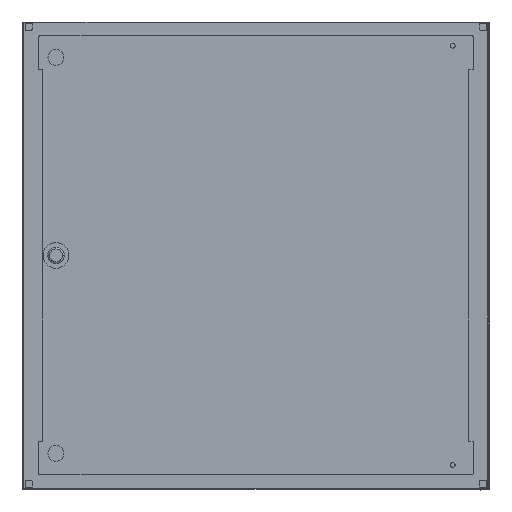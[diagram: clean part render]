
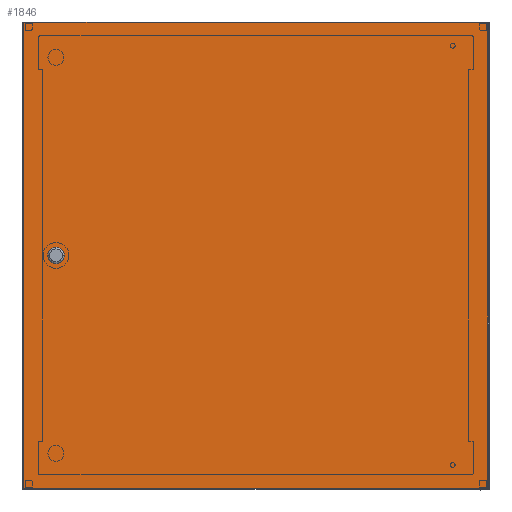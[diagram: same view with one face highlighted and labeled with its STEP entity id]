
A CAD part, top view. The second image highlights one B-rep face of the part: STEP entity #1846.
In plain terms, the highlighted face is planar.
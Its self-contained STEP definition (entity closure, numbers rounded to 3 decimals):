
#230 = VERTEX_POINT ( 'NONE', #9660 ) ;
#502 = VERTEX_POINT ( 'NONE', #8159 ) ;
#647 = CARTESIAN_POINT ( 'NONE',  ( -397.5, -399.25, 0. ) ) ;
#766 = FACE_OUTER_BOUND ( 'NONE', #3796, .T. ) ;
#1153 = EDGE_CURVE ( 'NONE', #230, #502, #13430, .T. ) ;
#1155 = LINE ( 'NONE', #9849, #1566 ) ;
#1566 = VECTOR ( 'NONE', #3191, 1000. ) ;
#1661 = VERTEX_POINT ( 'NONE', #10638 ) ;
#1683 = DIRECTION ( 'NONE',  ( -1., 0., 0. ) ) ;
#1846 = ADVANCED_FACE ( 'NONE', ( #5130, #766 ), #2805, .T. ) ;
#2140 = AXIS2_PLACEMENT_3D ( 'NONE', #10394, #5987, #1683 ) ;
#2202 = CARTESIAN_POINT ( 'NONE',  ( 397.5, 399.25, 0. ) ) ;
#2759 = ORIENTED_EDGE ( 'NONE', *, *, #5676, .F. ) ;
#2805 = PLANE ( 'NONE',  #2140 ) ;
#3085 = CARTESIAN_POINT ( 'NONE',  ( -397.5, 399.25, 0. ) ) ;
#3191 = DIRECTION ( 'NONE',  ( 0., 1., 0. ) ) ;
#3796 = EDGE_LOOP ( 'NONE', ( #11290, #2759, #10344, #13248 ) ) ;
#3806 = ORIENTED_EDGE ( 'NONE', *, *, #7242, .F. ) ;
#4074 = EDGE_CURVE ( 'NONE', #13645, #1661, #11267, .T. ) ;
#4129 = VECTOR ( 'NONE', #9718, 1000. ) ;
#4500 = CARTESIAN_POINT ( 'NONE',  ( -397.5, 399.25, 0. ) ) ;
#4515 = CARTESIAN_POINT ( 'NONE',  ( 397.5, 399.25, 0. ) ) ;
#4722 = EDGE_CURVE ( 'NONE', #4737, #13645, #12008, .T. ) ;
#4737 = VERTEX_POINT ( 'NONE', #3085 ) ;
#4815 = CARTESIAN_POINT ( 'NONE',  ( 342.5, 0., 0. ) ) ;
#4894 = CARTESIAN_POINT ( 'NONE',  ( 397.5, -399.25, 0. ) ) ;
#5130 = FACE_BOUND ( 'NONE', #7825, .T. ) ;
#5304 = VECTOR ( 'NONE', #9834, 1000. ) ;
#5676 = EDGE_CURVE ( 'NONE', #7902, #4737, #10770, .T. ) ;
#5967 = DIRECTION ( 'NONE',  ( 0., 0., -1. ) ) ;
#5987 = DIRECTION ( 'NONE',  ( 0., 0., -1. ) ) ;
#6429 = VECTOR ( 'NONE', #13389, 1000. ) ;
#7027 = AXIS2_PLACEMENT_3D ( 'NONE', #4815, #13251, #13458 ) ;
#7242 = EDGE_CURVE ( 'NONE', #502, #230, #10389, .T. ) ;
#7825 = EDGE_LOOP ( 'NONE', ( #3806, #9387 ) ) ;
#7902 = VERTEX_POINT ( 'NONE', #4515 ) ;
#8159 = CARTESIAN_POINT ( 'NONE',  ( 356.5, 0., 0. ) ) ;
#9122 = EDGE_CURVE ( 'NONE', #1661, #7902, #1155, .T. ) ;
#9253 = CARTESIAN_POINT ( 'NONE',  ( 342.5, 0., 0. ) ) ;
#9387 = ORIENTED_EDGE ( 'NONE', *, *, #1153, .F. ) ;
#9660 = CARTESIAN_POINT ( 'NONE',  ( 328.5, 0., 0. ) ) ;
#9718 = DIRECTION ( 'NONE',  ( -1., 0., 0. ) ) ;
#9834 = DIRECTION ( 'NONE',  ( 0., -1., 0. ) ) ;
#9849 = CARTESIAN_POINT ( 'NONE',  ( 397.5, 399.25, 0. ) ) ;
#10235 = DIRECTION ( 'NONE',  ( -1., 0., 0. ) ) ;
#10344 = ORIENTED_EDGE ( 'NONE', *, *, #9122, .F. ) ;
#10389 = CIRCLE ( 'NONE', #7027, 14. ) ;
#10394 = CARTESIAN_POINT ( 'NONE',  ( 0., 0., 0. ) ) ;
#10638 = CARTESIAN_POINT ( 'NONE',  ( 397.5, -399.25, 0. ) ) ;
#10770 = LINE ( 'NONE', #2202, #4129 ) ;
#11267 = LINE ( 'NONE', #4894, #6429 ) ;
#11290 = ORIENTED_EDGE ( 'NONE', *, *, #4722, .F. ) ;
#12008 = LINE ( 'NONE', #4500, #5304 ) ;
#13208 = AXIS2_PLACEMENT_3D ( 'NONE', #9253, #5967, #10235 ) ;
#13248 = ORIENTED_EDGE ( 'NONE', *, *, #4074, .F. ) ;
#13251 = DIRECTION ( 'NONE',  ( 0., 0., -1. ) ) ;
#13389 = DIRECTION ( 'NONE',  ( 1., 0., 0. ) ) ;
#13430 = CIRCLE ( 'NONE', #13208, 14. ) ;
#13458 = DIRECTION ( 'NONE',  ( -1., 0., 0. ) ) ;
#13645 = VERTEX_POINT ( 'NONE', #647 ) ;
